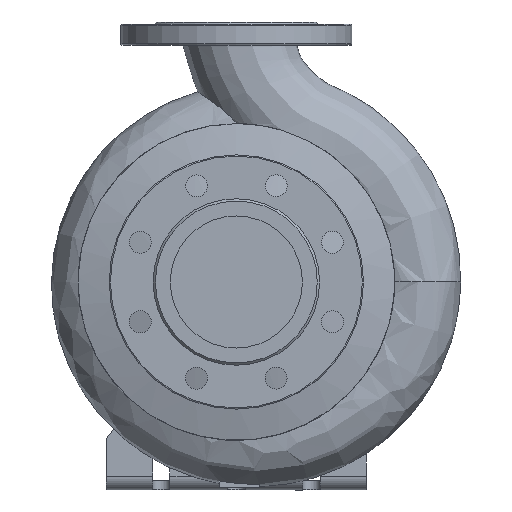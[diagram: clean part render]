
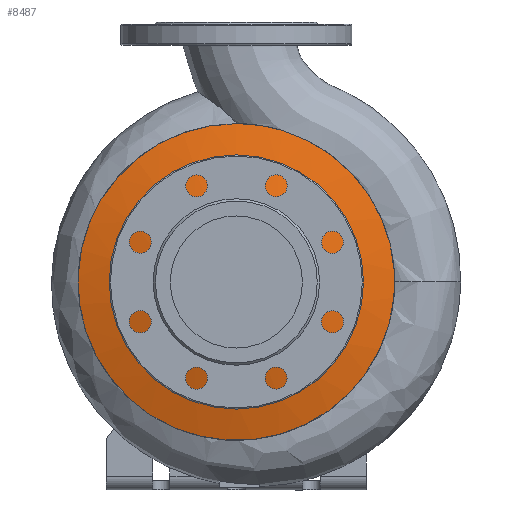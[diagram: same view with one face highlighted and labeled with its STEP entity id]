
A CAD part, left-side view. The second image highlights one B-rep face of the part: STEP entity #8487.
In plain terms, the highlighted conical face has half-angle 75.726 degrees and reference radius 104.595 mm.
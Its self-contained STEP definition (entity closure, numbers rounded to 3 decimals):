
#40=CONICAL_SURFACE('',#9375,104.595,1.322);
#133=B_SPLINE_CURVE_WITH_KNOTS('',3,(#16753,#16754,#16755,#16756,#16757,
#16758,#16759),.UNSPECIFIED.,.F.,.F.,(4,3,4),(9.315,10.472,
11.605),.UNSPECIFIED.);
#273=FACE_BOUND('',#1565,.T.);
#990=FACE_OUTER_BOUND('',#1564,.T.);
#1564=EDGE_LOOP('',(#7712,#7713));
#1565=EDGE_LOOP('',(#7714));
#3379=CIRCLE('',#9376,137.04);
#3380=CIRCLE('',#9377,72.15);
#4166=VERTEX_POINT('',#16735);
#4167=VERTEX_POINT('',#16752);
#4174=VERTEX_POINT('',#16851);
#5356=EDGE_CURVE('',#4167,#4166,#133,.T.);
#5366=EDGE_CURVE('',#4166,#4167,#3379,.T.);
#5367=EDGE_CURVE('',#4174,#4174,#3380,.T.);
#7712=ORIENTED_EDGE('',*,*,#5356,.T.);
#7713=ORIENTED_EDGE('',*,*,#5366,.T.);
#7714=ORIENTED_EDGE('',*,*,#5367,.F.);
#8487=ADVANCED_FACE('',(#990,#273),#40,.T.);
#9375=AXIS2_PLACEMENT_3D('',#16849,#11769,#11770);
#9376=AXIS2_PLACEMENT_3D('',#16850,#11771,#11772);
#9377=AXIS2_PLACEMENT_3D('',#16852,#11773,#11774);
#11769=DIRECTION('center_axis',(1.,0.,0.));
#11770=DIRECTION('ref_axis',(0.,0.,1.));
#11771=DIRECTION('center_axis',(-1.,0.,0.));
#11772=DIRECTION('ref_axis',(0.,0.,1.));
#11773=DIRECTION('center_axis',(-1.,0.,0.));
#11774=DIRECTION('ref_axis',(0.,0.,1.));
#16735=CARTESIAN_POINT('',(-45.991,-39.624,311.186));
#16752=CARTESIAN_POINT('',(-45.991,-62.493,301.961));
#16753=CARTESIAN_POINT('Ctrl Pts',(-45.991,-62.493,301.961));
#16754=CARTESIAN_POINT('Ctrl Pts',(-46.09,-58.635,
303.503));
#16755=CARTESIAN_POINT('Ctrl Pts',(-46.145,-54.786,305.019));
#16756=CARTESIAN_POINT('Ctrl Pts',(-46.149,-50.936,306.555));
#16757=CARTESIAN_POINT('Ctrl Pts',(-46.152,-47.167,
308.057));
#16758=CARTESIAN_POINT('Ctrl Pts',(-46.104,-43.398,
309.582));
#16759=CARTESIAN_POINT('Ctrl Pts',(-45.991,-39.624,
311.186));
#16849=CARTESIAN_POINT('Origin',(-54.246,0.,180.));
#16850=CARTESIAN_POINT('Origin',(-45.991,0.,180.));
#16851=CARTESIAN_POINT('',(-62.5,0.,252.15));
#16852=CARTESIAN_POINT('Origin',(-62.5,0.,180.));
